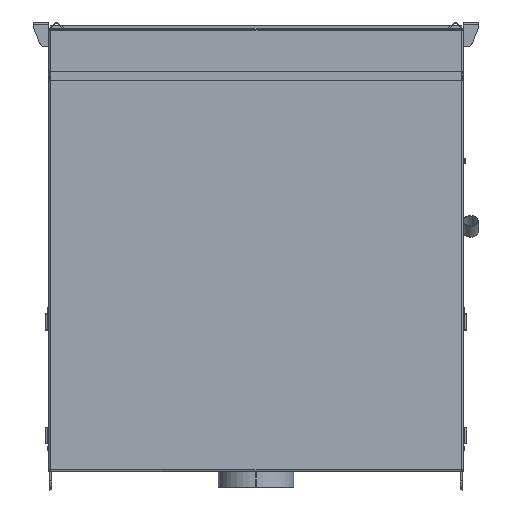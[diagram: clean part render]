
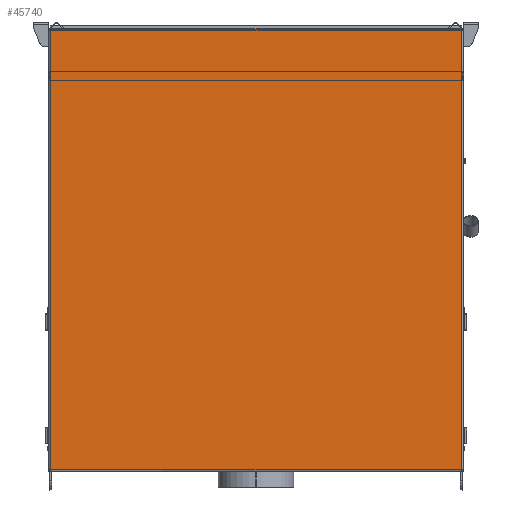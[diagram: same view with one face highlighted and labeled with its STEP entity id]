
A CAD part, top view. The second image highlights one B-rep face of the part: STEP entity #45740.
In plain terms, the highlighted planar face has unit normal (0, 0, 1).
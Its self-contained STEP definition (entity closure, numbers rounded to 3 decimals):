
#3023=FACE_OUTER_BOUND('',#5335,.T.);
#5335=EDGE_LOOP('',(#34306,#34307,#34308,#34309));
#10000=LINE('',#68356,#15290);
#10003=LINE('',#68367,#15293);
#10041=LINE('',#68464,#15331);
#10042=LINE('',#68465,#15332);
#15290=VECTOR('',#55602,1000.);
#15293=VECTOR('',#55613,1000.);
#15331=VECTOR('',#55693,1000.);
#15332=VECTOR('',#55694,1000.);
#19541=VERTEX_POINT('',#68345);
#19545=VERTEX_POINT('',#68355);
#19548=VERTEX_POINT('',#68365);
#19549=VERTEX_POINT('',#68366);
#24736=EDGE_CURVE('',#19545,#19541,#10000,.T.);
#24741=EDGE_CURVE('',#19548,#19549,#10003,.T.);
#24791=EDGE_CURVE('',#19541,#19548,#10041,.T.);
#24792=EDGE_CURVE('',#19549,#19545,#10042,.T.);
#34306=ORIENTED_EDGE('',*,*,#24736,.T.);
#34307=ORIENTED_EDGE('',*,*,#24791,.T.);
#34308=ORIENTED_EDGE('',*,*,#24741,.T.);
#34309=ORIENTED_EDGE('',*,*,#24792,.T.);
#41608=PLANE('',#48139);
#45740=ADVANCED_FACE('',(#3023),#41608,.F.);
#48139=AXIS2_PLACEMENT_3D('',#68463,#55691,#55692);
#55602=DIRECTION('',(0.,1.,0.));
#55613=DIRECTION('',(0.,-1.,0.));
#55691=DIRECTION('center_axis',(0.,0.,-1.));
#55692=DIRECTION('ref_axis',(-1.,0.,0.));
#55693=DIRECTION('',(-1.,0.,0.));
#55694=DIRECTION('',(1.,0.,0.));
#68345=CARTESIAN_POINT('',(672.1,719.6,0.));
#68355=CARTESIAN_POINT('',(672.1,-719.6,0.));
#68356=CARTESIAN_POINT('',(672.1,-725.,0.));
#68365=CARTESIAN_POINT('',(-672.1,719.6,0.));
#68366=CARTESIAN_POINT('',(-672.1,-719.6,0.));
#68367=CARTESIAN_POINT('',(-672.1,725.,0.));
#68463=CARTESIAN_POINT('Origin',(0.,0.,0.));
#68464=CARTESIAN_POINT('',(-672.1,719.6,0.));
#68465=CARTESIAN_POINT('',(672.1,-719.6,0.));
